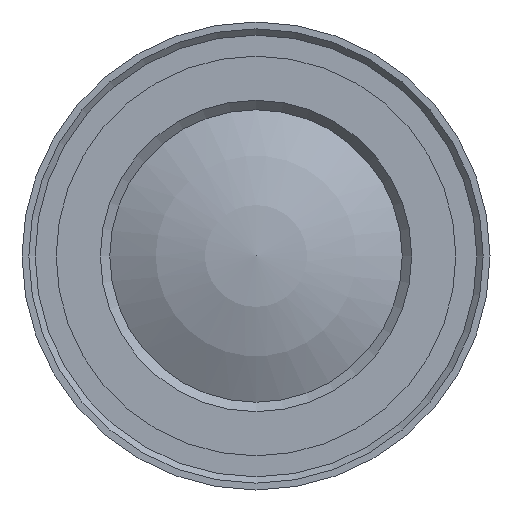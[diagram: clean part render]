
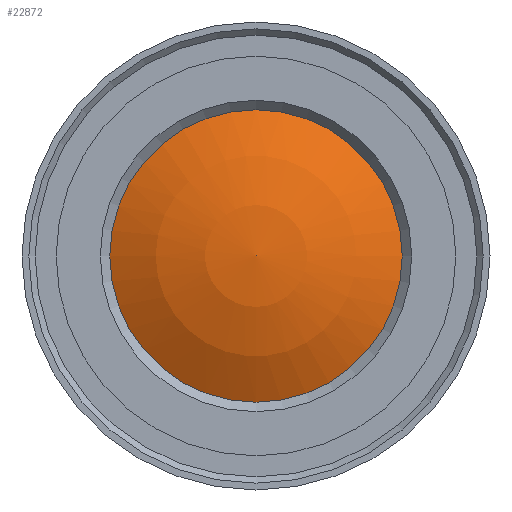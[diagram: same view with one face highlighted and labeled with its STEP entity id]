
A CAD part, front view. The second image highlights one B-rep face of the part: STEP entity #22872.
In plain terms, the highlighted spherical face has radius 28.123 mm.
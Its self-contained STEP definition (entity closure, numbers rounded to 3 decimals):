
#33=SPHERICAL_SURFACE('',#24791,28.123);
#5760=ORIENTED_EDGE('',*,*,#9018,.T.);
#9018=EDGE_CURVE('',#10690,#10690,#11601,.T.);
#10690=VERTEX_POINT('',#35985);
#11601=CIRCLE('',#24792,13.95);
#12675=EDGE_LOOP('',(#5760));
#13895=FACE_BOUND('',#12675,.T.);
#22872=ADVANCED_FACE('',(#13895),#33,.T.);
#24791=AXIS2_PLACEMENT_3D('',#35983,#28984,#28985);
#24792=AXIS2_PLACEMENT_3D('',#35984,#28986,#28987);
#28984=DIRECTION('',(0.,-1.,0.));
#28985=DIRECTION('',(0.,0.,-1.));
#28986=DIRECTION('',(0.,-1.,0.));
#28987=DIRECTION('',(1.,0.,0.));
#35983=CARTESIAN_POINT('',(0.,-17.78,0.));
#35984=CARTESIAN_POINT('',(0.,-42.199,0.));
#35985=CARTESIAN_POINT('',(13.95,-42.199,0.));
